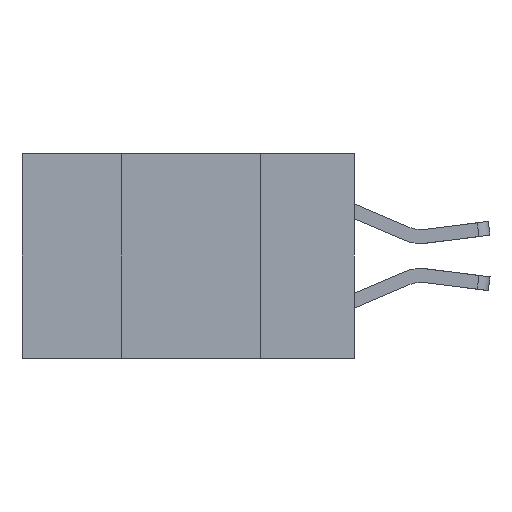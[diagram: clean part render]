
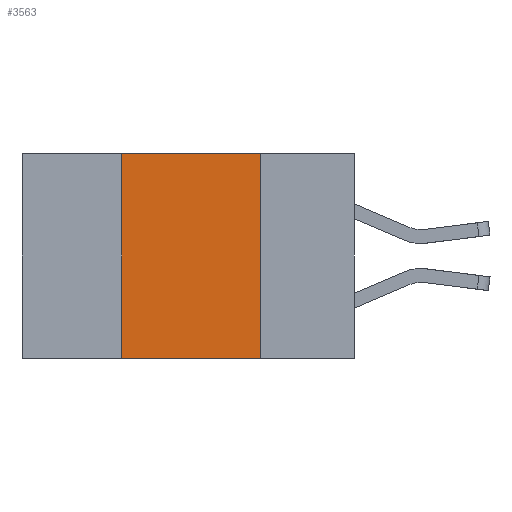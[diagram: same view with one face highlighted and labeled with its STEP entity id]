
A CAD part, left-side view. The second image highlights one B-rep face of the part: STEP entity #3563.
In plain terms, the highlighted planar face has unit normal (-1, 0, 0).
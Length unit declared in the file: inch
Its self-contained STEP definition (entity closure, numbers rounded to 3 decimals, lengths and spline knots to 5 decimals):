
#83 = DIRECTION ( 'NONE',  ( 0., 0., 1. ) ) ;
#460 = CARTESIAN_POINT ( 'NONE',  ( 0., 0.17, -0.37 ) ) ;
#640 = CARTESIAN_POINT ( 'NONE',  ( 0., 0.42, 0. ) ) ;
#906 = CARTESIAN_POINT ( 'NONE',  ( 0., 0.6, -0.37 ) ) ;
#1260 = AXIS2_PLACEMENT_3D ( 'NONE', #8263, #7696, #7680 ) ;
#1296 = EDGE_CURVE ( 'NONE', #3721, #2220, #5552, .T. ) ;
#1727 = ORIENTED_EDGE ( 'NONE', *, *, #9620, .F. ) ;
#2052 = LINE ( 'NONE', #5679, #3943 ) ;
#2220 = VERTEX_POINT ( 'NONE', #4957 ) ;
#2473 = DIRECTION ( 'NONE',  ( 0., 0., -1. ) ) ;
#3111 = CARTESIAN_POINT ( 'NONE',  ( 0., 0.42, -0.37 ) ) ;
#3247 = EDGE_LOOP ( 'NONE', ( #4341, #4483, #1727, #5107 ) ) ;
#3563 = ADVANCED_FACE ( 'NONE', ( #4687 ), #8239, .F. ) ;
#3721 = VERTEX_POINT ( 'NONE', #4851 ) ;
#3943 = VECTOR ( 'NONE', #83, 39.37008 ) ;
#3966 = VERTEX_POINT ( 'NONE', #3111 ) ;
#3984 = LINE ( 'NONE', #906, #5756 ) ;
#4180 = VECTOR ( 'NONE', #6430, 39.37008 ) ;
#4341 = ORIENTED_EDGE ( 'NONE', *, *, #1296, .F. ) ;
#4483 = ORIENTED_EDGE ( 'NONE', *, *, #9607, .F. ) ;
#4687 = FACE_OUTER_BOUND ( 'NONE', #3247, .T. ) ;
#4851 = CARTESIAN_POINT ( 'NONE',  ( 0., 0.17, 0. ) ) ;
#4957 = CARTESIAN_POINT ( 'NONE',  ( 0., 0.17, -0.37 ) ) ;
#5107 = ORIENTED_EDGE ( 'NONE', *, *, #6818, .T. ) ;
#5531 = VERTEX_POINT ( 'NONE', #640 ) ;
#5552 = LINE ( 'NONE', #460, #7361 ) ;
#5679 = CARTESIAN_POINT ( 'NONE',  ( 0., 0.42, -0.37 ) ) ;
#5756 = VECTOR ( 'NONE', #6447, 39.37008 ) ;
#6430 = DIRECTION ( 'NONE',  ( 0., -1., 0. ) ) ;
#6447 = DIRECTION ( 'NONE',  ( 0., -1., 0. ) ) ;
#6818 = EDGE_CURVE ( 'NONE', #3966, #2220, #3984, .T. ) ;
#7361 = VECTOR ( 'NONE', #2473, 39.37008 ) ;
#7680 = DIRECTION ( 'NONE',  ( 0., 0., -1. ) ) ;
#7696 = DIRECTION ( 'NONE',  ( 1., 0., 0. ) ) ;
#8227 = LINE ( 'NONE', #9401, #4180 ) ;
#8239 = PLANE ( 'NONE',  #1260 ) ;
#8263 = CARTESIAN_POINT ( 'NONE',  ( 0., 0.6, 0. ) ) ;
#9401 = CARTESIAN_POINT ( 'NONE',  ( 0., 0.6, 0. ) ) ;
#9607 = EDGE_CURVE ( 'NONE', #5531, #3721, #8227, .T. ) ;
#9620 = EDGE_CURVE ( 'NONE', #3966, #5531, #2052, .T. ) ;
